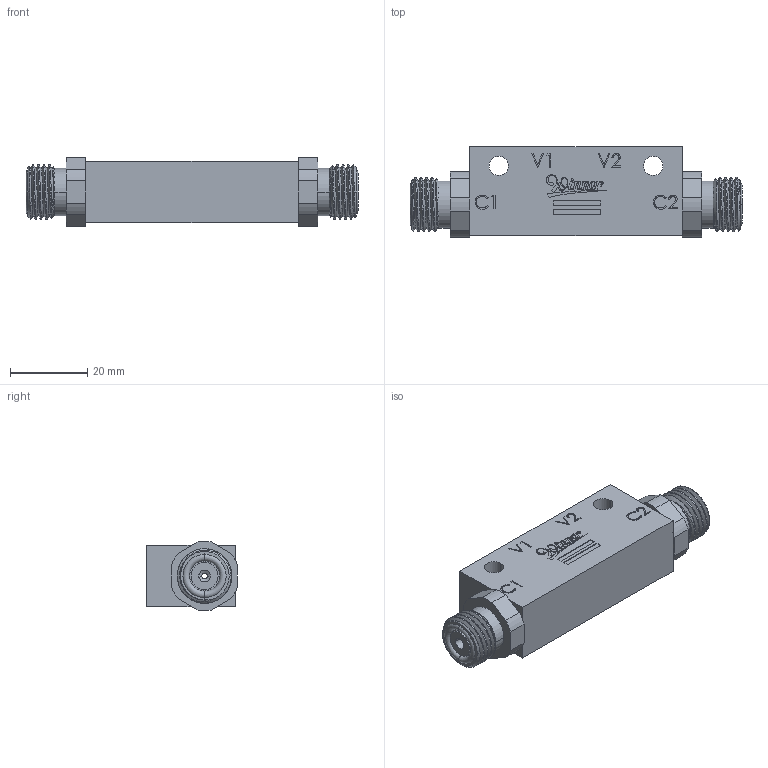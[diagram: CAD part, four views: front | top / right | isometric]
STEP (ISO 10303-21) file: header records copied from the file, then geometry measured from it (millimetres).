
FILE_DESCRIPTION (( 'STEP AP203' ), '1' );
FILE_NAME ('ML-01-CDF-030-030-Z01.STEP', '2026-02-25T08:37:10', ( '' ), ( '' ), 'SwSTEP 2.0', 'SolidWorks 2018', '' );
FILE_SCHEMA (( 'CONFIG_CONTROL_DESIGN' ));
Length unit declared in the file: millimetre
Products named in the file (5): 4KAP008AA001; 6GX18C22001; 6EF001CDFM08E001; ML-01-CDF-030-030-Z01; 4KAS010AA001_外徑12.00
Assembly tree (7 placements, depth 2):
  ML-01-CDF-030-030-Z01
    4KAP008AA001  x2
    4KAS010AA001_外徑12.00  x2
    6EF001CDFM08E001
    6GX18C22001  x2
Bounding box: 85.9 x 23.5 x 17.96 mm (x, y, z)
Volume: 21364.5 mm3; surface area: 12588.1 mm2
Topology: 7 solids, 7 shells, 606 faces, 1643 edges, 1070 vertices
Faces by surface type: cylinder 327, plane 139, bspline 66, cone 54, torus 20
Entity records: 34805 total; most frequent: CARTESIAN_POINT 21613, ORIENTED_EDGE 2874, DIRECTION 2440, EDGE_CURVE 1437, VERTEX_POINT 940, AXIS2_PLACEMENT_3D 891, VECTOR 658, LINE 658
